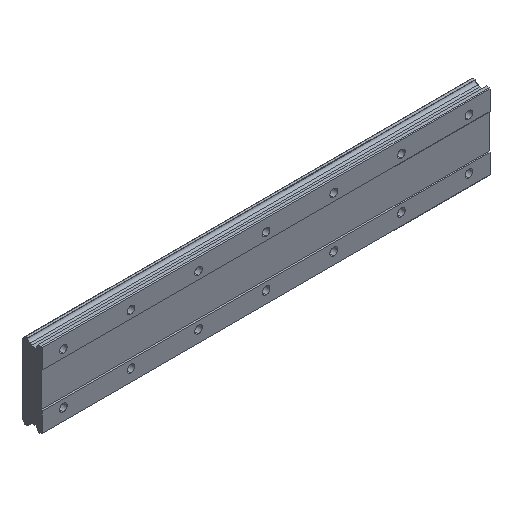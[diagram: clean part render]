
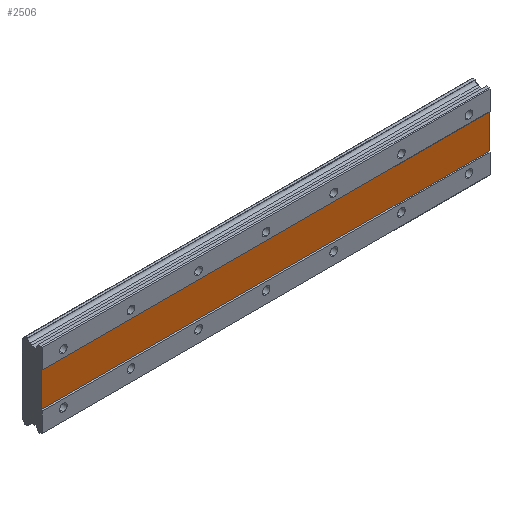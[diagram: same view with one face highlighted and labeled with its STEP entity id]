
A CAD part, isometric view. The second image highlights one B-rep face of the part: STEP entity #2506.
In plain terms, the highlighted planar face has unit normal (0, -1, 0).
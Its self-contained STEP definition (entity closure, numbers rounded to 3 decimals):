
#233 = AXIS2_PLACEMENT_3D ( 'NONE', #2593, #812, #2542 ) ;
#353 = LINE ( 'NONE', #2150, #2051 ) ;
#428 = LINE ( 'NONE', #2781, #1009 ) ;
#511 = FACE_OUTER_BOUND ( 'NONE', #1069, .T. ) ;
#515 = CARTESIAN_POINT ( 'NONE',  ( 505., 1., 20. ) ) ;
#761 = VECTOR ( 'NONE', #1970, 1000. ) ;
#812 = DIRECTION ( 'NONE',  ( 0., 1., 0. ) ) ;
#936 = CARTESIAN_POINT ( 'NONE',  ( 505., 1., 20. ) ) ;
#951 = LINE ( 'NONE', #936, #761 ) ;
#1009 = VECTOR ( 'NONE', #1228, 1000. ) ;
#1069 = EDGE_LOOP ( 'NONE', ( #2411, #2667, #3316, #3108 ) ) ;
#1155 = EDGE_CURVE ( 'NONE', #1167, #1576, #428, .T. ) ;
#1167 = VERTEX_POINT ( 'NONE', #2061 ) ;
#1228 = DIRECTION ( 'NONE',  ( 0., 0., 1. ) ) ;
#1324 = EDGE_CURVE ( 'NONE', #3261, #1167, #2445, .T. ) ;
#1576 = VERTEX_POINT ( 'NONE', #1968 ) ;
#1630 = VERTEX_POINT ( 'NONE', #515 ) ;
#1633 = DIRECTION ( 'NONE',  ( 0., 0., -1. ) ) ;
#1762 = PLANE ( 'NONE',  #233 ) ;
#1945 = CARTESIAN_POINT ( 'NONE',  ( 505., 1., -20. ) ) ;
#1968 = CARTESIAN_POINT ( 'NONE',  ( -25., 1., 20. ) ) ;
#1970 = DIRECTION ( 'NONE',  ( 1., 0., 0. ) ) ;
#1983 = EDGE_CURVE ( 'NONE', #1576, #1630, #951, .T. ) ;
#2051 = VECTOR ( 'NONE', #1633, 1000. ) ;
#2061 = CARTESIAN_POINT ( 'NONE',  ( -25., 1., -20. ) ) ;
#2150 = CARTESIAN_POINT ( 'NONE',  ( 505., 1., 20. ) ) ;
#2411 = ORIENTED_EDGE ( 'NONE', *, *, #1324, .F. ) ;
#2445 = LINE ( 'NONE', #3211, #2938 ) ;
#2506 = ADVANCED_FACE ( 'NONE', ( #511 ), #1762, .F. ) ;
#2542 = DIRECTION ( 'NONE',  ( 0., 0., 1. ) ) ;
#2593 = CARTESIAN_POINT ( 'NONE',  ( 505., 1., 20. ) ) ;
#2630 = DIRECTION ( 'NONE',  ( -1., 0., 0. ) ) ;
#2667 = ORIENTED_EDGE ( 'NONE', *, *, #2748, .F. ) ;
#2748 = EDGE_CURVE ( 'NONE', #1630, #3261, #353, .T. ) ;
#2781 = CARTESIAN_POINT ( 'NONE',  ( -25., 1., 20. ) ) ;
#2938 = VECTOR ( 'NONE', #2630, 1000. ) ;
#3108 = ORIENTED_EDGE ( 'NONE', *, *, #1155, .F. ) ;
#3211 = CARTESIAN_POINT ( 'NONE',  ( 505., 1., -20. ) ) ;
#3261 = VERTEX_POINT ( 'NONE', #1945 ) ;
#3316 = ORIENTED_EDGE ( 'NONE', *, *, #1983, .F. ) ;
